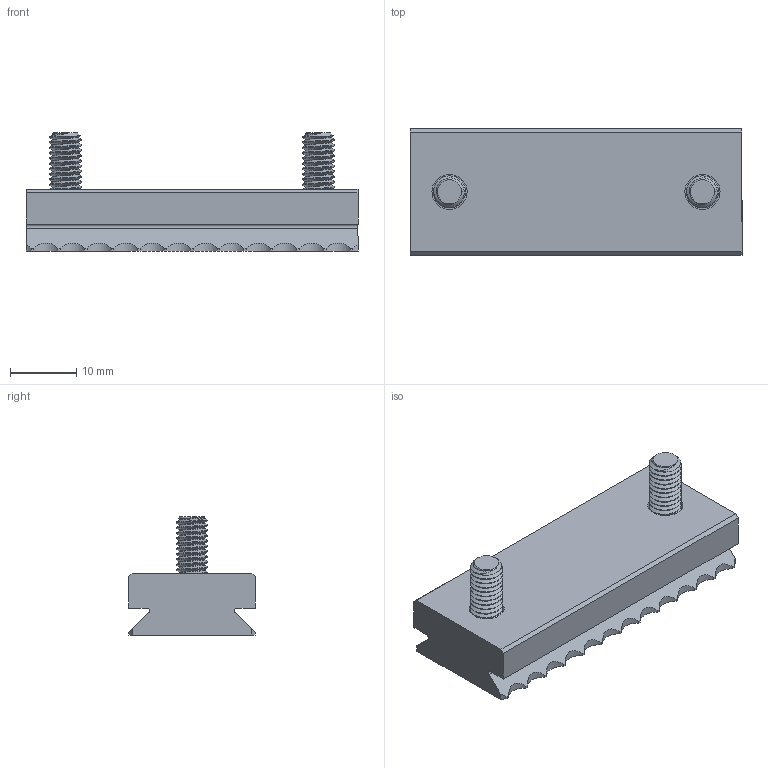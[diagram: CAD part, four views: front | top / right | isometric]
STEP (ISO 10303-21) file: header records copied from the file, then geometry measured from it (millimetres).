
FILE_DESCRIPTION (( 'STEP AP214' ), '1' );
FILE_NAME ('33052.STEP', '2019-12-24T15:37:27', ( 'Mike W' ), ( '' ), 'SwSTEP 2.0', 'SolidWorks 2018', '' );
FILE_SCHEMA (( 'AUTOMOTIVE_DESIGN' ));
Length unit declared in the file: inch
Products named in the file (3): 103212 SHCS_103212 SHCS; Q104211_322521; 33052
Assembly tree (3 placements, depth 2):
  33052
    Q104211_322521
    103212 SHCS_103212 SHCS  x2
Bounding box: 50 x 19.05 x 17.8 mm (x, y, z)
Volume: 8069.5 mm3; surface area: 4911.4 mm2
Topology: 3 solids, 3 shells, 266 faces, 724 edges, 470 vertices
Faces by surface type: cylinder 172, plane 60, cone 30, bspline 4
Entity records: 7214 total; most frequent: CARTESIAN_POINT 3101, ORIENTED_EDGE 954, DIRECTION 736, EDGE_CURVE 477, VERTEX_POINT 311, AXIS2_PLACEMENT_3D 251, VECTOR 234, LINE 234
